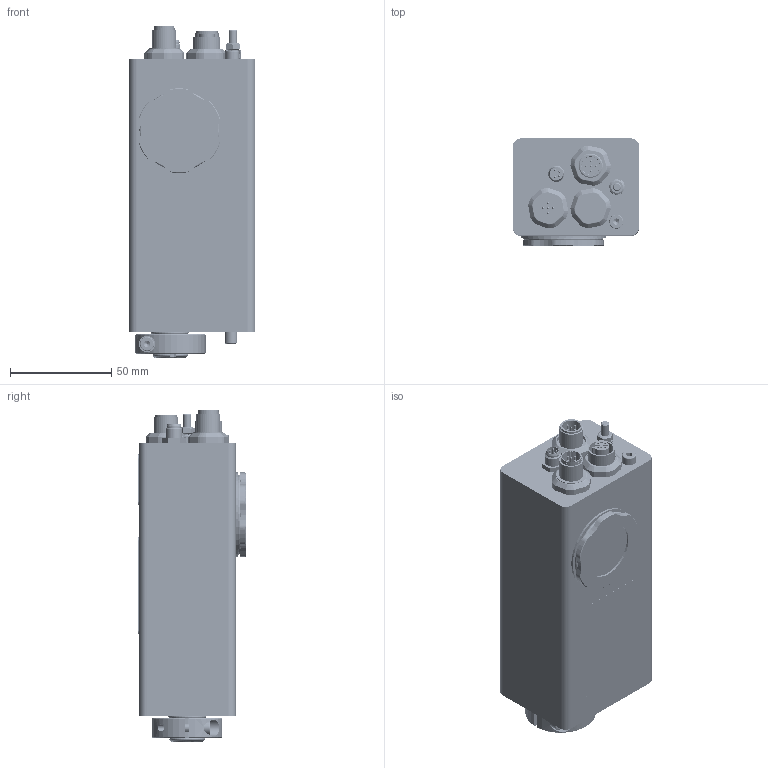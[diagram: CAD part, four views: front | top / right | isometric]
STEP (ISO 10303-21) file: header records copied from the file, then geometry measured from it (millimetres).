
FILE_DESCRIPTION(/* description */ ('Grundgestell PSS31x-14/33x-14'),/* implementation_level */ '2;1');
FILE_NAME(/* name */ 'PSS31x35x-14.stp',/* time_stamp */ '2015-09-15T13:57:29+02:00',/* author */ ('nwolf'),/* organization */ (''),/* preprocessor_version */ 'ST-DEVELOPER v15.6',/* originating_system */ 'Autodesk Inventor 2015',/* authorisation */ '');
FILE_SCHEMA (('AUTOMOTIVE_DESIGN { 1 0 10303 214 3 1 1 }'));
Products named in the file (112): 1020.006453M; 1030.012474M; 1190.000694M; DIN 625 SKF - SKF 623; 1220.001179M; DIN 912 - M3 x 0,5 x 10 x 8,75; 1110.003214M; 1230.007184M; DIN 625 SKF - SKF 624; 1220.000829M; 2210.000549M; 1300.029954M; 1290.003194M; 1290.002914M; DIN 3771 - 15 x 1,8 - N - NBR 70(1); DIN 912 - M4 x 0,7 x 16 x 14,25; 1300.029424M; 1200.000349M; 1290.002734MB; 2390.000049M; 9010.010494M; 1200.000229M; 1300.029664M; 1300.030034M; 1200.000199M; 1300.030044M; 1030.012484M; 1110.002994M; 2000.001479M; 1220.000879M; 1030.012494M; 1110.003264M; 1110.003424M; 1030.012594M; 1200.006594M; 1290.002904M; 1300.029044M; 1230.000524M; 3000.005779M; 1110.002194M ...
Assembly tree (161 placements, depth 6):
  7300.012893M
    9010.021103M
      1020.006453M
      1030.012474M
      1190.000694M
      DIN 625 SKF - SKF 623  x4
      1220.001179M
      DIN 912 - M3 x 0,5 x 10 x 8,75  x6
      1110.003214M  x2
      1230.007184M
      DIN 625 SKF - SKF 624
      1220.000829M  x5
      2210.000549M
      1300.029954M
      1290.003194M
      1290.002914M
      DIN 3771 - 15 x 1,8 - N - NBR 70(1)
      DIN 912 - M4 x 0,7 x 16 x 14,25
      9010.010494M
        1300.029424M
        1200.000349M
        1290.002734MB
        2390.000049M
      1200.000229M
      1300.029664M
      1300.030034M
      1200.000199M  x2
      1300.030044M
      1030.012484M
      1110.002994M  x3
      2000.001479M  x2
      1220.000879M  x3
      1030.012494M
      1110.003264M  x2
      1110.003424M
      1030.012594M
      1200.006594M
      1290.002904M
      1300.029044M  x3
      1230.000524M
      3000.005779M
      1110.002194M  x2
      1110.000044MF  x4
      1200.000539M
      1300.009944M
      1230.007174M
      DIN 963 - M3 x 20
      DIN 84 - M2 x 16
      1300.009954M
      DIN 912 - M3 x 0,5 x 16 x 14,75
      2600.000609M
      1230.001914M
      1300.029034M
      1300.029934M
      9010.011734M
        9010.010444M
          1000.012303ME
          1020.003704MA
          1200.006679M  x7
          1300.028464MA  x6
Bounding box: 62.5 x 53.2 x 164.3 mm (x, y, z)
Volume: 150351.9 mm3; surface area: 174349.7 mm2
Topology: 191 solids, 191 shells, 3824 faces, 9042 edges, 5883 vertices
Faces by surface type: plane 2248, cylinder 942, bspline 208, cone 206, torus 147, sphere 73
Full cylindrical faces by diameter (mm): 0.6 x4, 0.75 x5, 1 x33, 1.567 x1, 1.6 x10, 1.729 x7, 1.783 x1, 1.97 x14, 2 x33, 2.05 x1, 2.1 x7, 2.2 x7, 2.459 x1, 2.5 x2, 2.621 x22, 2.96 x5, 2.97 x3, 3 x37, 3.1 x26, 3.2 x3, 3.242 x3, 3.4 x4, 3.459 x2, 3.5 x9, 3.98 x1, 4 x63, 4.05 x1, 4.2 x2, 4.3 x2, 4.45 x5
Entity records: 98485 total; most frequent: CARTESIAN_POINT 24262, DIRECTION 14799, ORIENTED_EDGE 13710, EDGE_CURVE 6855, AXIS2_PLACEMENT_3D 5321, VERTEX_POINT 4820, EDGE_LOOP 4349, LINE 4157
